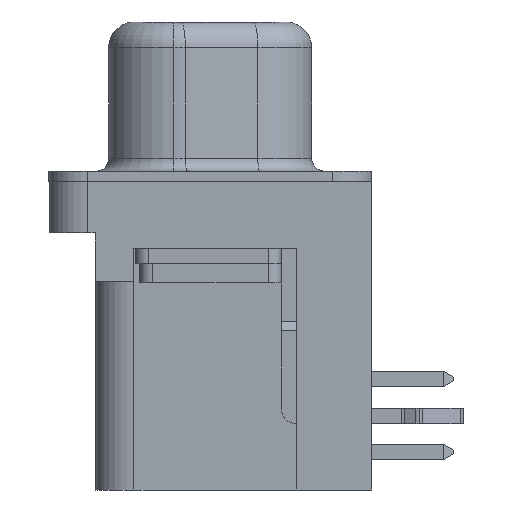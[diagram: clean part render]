
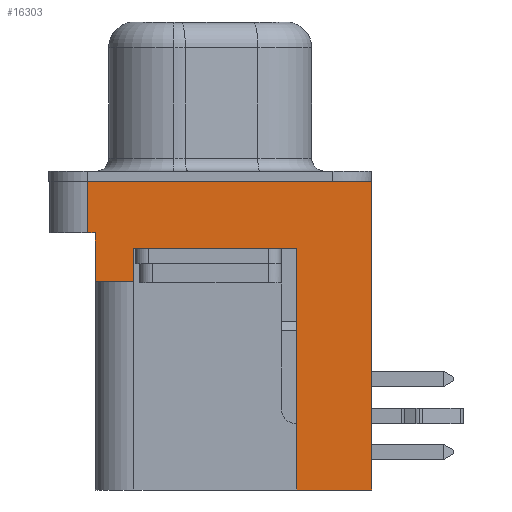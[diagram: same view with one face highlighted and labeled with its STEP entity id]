
A CAD part, left-side view. The second image highlights one B-rep face of the part: STEP entity #16303.
In plain terms, the highlighted planar face has unit normal (-1, 0, 0).
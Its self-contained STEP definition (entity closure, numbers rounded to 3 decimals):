
#158 = DIRECTION ( 'NONE',  ( 0., -1., 0. ) ) ;
#189 = CARTESIAN_POINT ( 'NONE',  ( -34.65, 0., -2. ) ) ;
#272 = VECTOR ( 'NONE', #993, 1000. ) ;
#275 = LINE ( 'NONE', #1093, #272 ) ;
#300 = VECTOR ( 'NONE', #18854, 1000. ) ;
#305 = VECTOR ( 'NONE', #1100, 1000. ) ;
#307 = LINE ( 'NONE', #18894, #300 ) ;
#325 = LINE ( 'NONE', #970, #305 ) ;
#638 = VECTOR ( 'NONE', #23594, 1000. ) ;
#640 = LINE ( 'NONE', #19360, #638 ) ;
#970 = CARTESIAN_POINT ( 'NONE',  ( -34.65, 0., 0. ) ) ;
#993 = DIRECTION ( 'NONE',  ( 0., 0., 1. ) ) ;
#1093 = CARTESIAN_POINT ( 'NONE',  ( -34.65, 0., -12. ) ) ;
#1100 = DIRECTION ( 'NONE',  ( 0., -1., 0. ) ) ;
#1676 = CARTESIAN_POINT ( 'NONE',  ( -34.65, 2.92, -3.9 ) ) ;
#1682 = DIRECTION ( 'NONE',  ( 0., 0., -1. ) ) ;
#2166 = DIRECTION ( 'NONE',  ( 0., 0., 1. ) ) ;
#2167 = CARTESIAN_POINT ( 'NONE',  ( -34.65, 11.05, -12. ) ) ;
#2288 = DIRECTION ( 'NONE',  ( 0., 0., -1. ) ) ;
#2289 = CARTESIAN_POINT ( 'NONE',  ( -34.65, 10.75, -2. ) ) ;
#2867 = CARTESIAN_POINT ( 'NONE',  ( -34.65, 9.25, -2.6 ) ) ;
#2871 = DIRECTION ( 'NONE',  ( 0., 0., -1. ) ) ;
#4799 = LINE ( 'NONE', #2167, #4802 ) ;
#4802 = VECTOR ( 'NONE', #2166, 1000. ) ;
#5740 = LINE ( 'NONE', #14326, #5743 ) ;
#5743 = VECTOR ( 'NONE', #14648, 1000. ) ;
#5747 = LINE ( 'NONE', #189, #5751 ) ;
#5751 = VECTOR ( 'NONE', #158, 1000. ) ;
#5927 = LINE ( 'NONE', #12182, #5940 ) ;
#5940 = VECTOR ( 'NONE', #12186, 1000. ) ;
#7452 = LINE ( 'NONE', #2867, #7454 ) ;
#7454 = VECTOR ( 'NONE', #2871, 1000. ) ;
#7637 = LINE ( 'NONE', #2289, #7640 ) ;
#7640 = VECTOR ( 'NONE', #2288, 1000. ) ;
#7828 = LINE ( 'NONE', #1676, #7830 ) ;
#7830 = VECTOR ( 'NONE', #1682, 1000. ) ;
#10154 = EDGE_CURVE ( 'NONE', #17879, #17798, #640, .T. ) ;
#10391 = EDGE_CURVE ( 'NONE', #18205, #17945, #307, .T. ) ;
#10530 = EDGE_CURVE ( 'NONE', #18035, #18205, #325, .T. ) ;
#10543 = EDGE_CURVE ( 'NONE', #17798, #17945, #275, .T. ) ;
#11192 = AXIS2_PLACEMENT_3D ( 'NONE', #16766, #16764, #16759 ) ;
#12182 = CARTESIAN_POINT ( 'NONE',  ( -34.65, 0., -2.6 ) ) ;
#12186 = DIRECTION ( 'NONE',  ( 0., -1., 0. ) ) ;
#12588 = ORIENTED_EDGE ( 'NONE', *, *, #19612, .F. ) ;
#12604 = ORIENTED_EDGE ( 'NONE', *, *, #20302, .T. ) ;
#12772 = ORIENTED_EDGE ( 'NONE', *, *, #19717, .T. ) ;
#12951 = CARTESIAN_POINT ( 'NONE',  ( -34.65, 10.75, -2. ) ) ;
#14326 = CARTESIAN_POINT ( 'NONE',  ( -34.65, 0., -3.9 ) ) ;
#14648 = DIRECTION ( 'NONE',  ( 0., -1., 0. ) ) ;
#15033 = VERTEX_POINT ( 'NONE', #12951 ) ;
#16023 = CARTESIAN_POINT ( 'NONE',  ( -34.65, 11.05, -2. ) ) ;
#16119 = CARTESIAN_POINT ( 'NONE',  ( -34.65, 10.75, -3.9 ) ) ;
#16303 = ADVANCED_FACE ( 'NONE', ( #23604 ), #16848, .T. ) ;
#16759 = DIRECTION ( 'NONE',  ( 0., 0., 1. ) ) ;
#16764 = DIRECTION ( 'NONE',  ( -1., 0., 0. ) ) ;
#16766 = CARTESIAN_POINT ( 'NONE',  ( -34.65, 0., -12. ) ) ;
#16848 = PLANE ( 'NONE',  #11192 ) ;
#17619 = EDGE_LOOP ( 'NONE', ( #21044, #21300, #21321, #21145, #20821, #21236, #20786, #12604, #12772, #21250, #12588 ) ) ;
#17798 = VERTEX_POINT ( 'NONE', #21670 ) ;
#17817 = VERTEX_POINT ( 'NONE', #21662 ) ;
#17857 = VERTEX_POINT ( 'NONE', #21629 ) ;
#17879 = VERTEX_POINT ( 'NONE', #21618 ) ;
#17945 = VERTEX_POINT ( 'NONE', #21563 ) ;
#18035 = VERTEX_POINT ( 'NONE', #21494 ) ;
#18168 = VERTEX_POINT ( 'NONE', #21382 ) ;
#18205 = VERTEX_POINT ( 'NONE', #21357 ) ;
#18507 = VERTEX_POINT ( 'NONE', #16119 ) ;
#18589 = VERTEX_POINT ( 'NONE', #16023 ) ;
#18854 = DIRECTION ( 'NONE',  ( 0., -1., 0. ) ) ;
#18894 = CARTESIAN_POINT ( 'NONE',  ( -34.65, 0., 0. ) ) ;
#19360 = CARTESIAN_POINT ( 'NONE',  ( -34.65, 0., -12. ) ) ;
#19612 = EDGE_CURVE ( 'NONE', #17857, #17817, #7452, .T. ) ;
#19717 = EDGE_CURVE ( 'NONE', #15033, #18507, #7637, .T. ) ;
#19825 = EDGE_CURVE ( 'NONE', #18168, #17879, #7828, .T. ) ;
#19872 = EDGE_CURVE ( 'NONE', #18589, #18035, #4799, .T. ) ;
#20292 = EDGE_CURVE ( 'NONE', #18507, #17817, #5740, .T. ) ;
#20302 = EDGE_CURVE ( 'NONE', #18589, #15033, #5747, .T. ) ;
#20435 = EDGE_CURVE ( 'NONE', #17857, #18168, #5927, .T. ) ;
#20786 = ORIENTED_EDGE ( 'NONE', *, *, #19872, .F. ) ;
#20821 = ORIENTED_EDGE ( 'NONE', *, *, #10391, .F. ) ;
#21044 = ORIENTED_EDGE ( 'NONE', *, *, #20435, .T. ) ;
#21145 = ORIENTED_EDGE ( 'NONE', *, *, #10543, .T. ) ;
#21236 = ORIENTED_EDGE ( 'NONE', *, *, #10530, .F. ) ;
#21250 = ORIENTED_EDGE ( 'NONE', *, *, #20292, .T. ) ;
#21300 = ORIENTED_EDGE ( 'NONE', *, *, #19825, .T. ) ;
#21321 = ORIENTED_EDGE ( 'NONE', *, *, #10154, .T. ) ;
#21357 = CARTESIAN_POINT ( 'NONE',  ( -34.65, 1.337, 0. ) ) ;
#21382 = CARTESIAN_POINT ( 'NONE',  ( -34.65, 2.92, -2.6 ) ) ;
#21494 = CARTESIAN_POINT ( 'NONE',  ( -34.65, 11.05, 0. ) ) ;
#21563 = CARTESIAN_POINT ( 'NONE',  ( -34.65, 0., 0. ) ) ;
#21618 = CARTESIAN_POINT ( 'NONE',  ( -34.65, 2.92, -12. ) ) ;
#21629 = CARTESIAN_POINT ( 'NONE',  ( -34.65, 9.25, -2.6 ) ) ;
#21662 = CARTESIAN_POINT ( 'NONE',  ( -34.65, 9.25, -3.9 ) ) ;
#21670 = CARTESIAN_POINT ( 'NONE',  ( -34.65, 0., -12. ) ) ;
#23594 = DIRECTION ( 'NONE',  ( 0., -1., 0. ) ) ;
#23604 = FACE_OUTER_BOUND ( 'NONE', #17619, .T. ) ;
